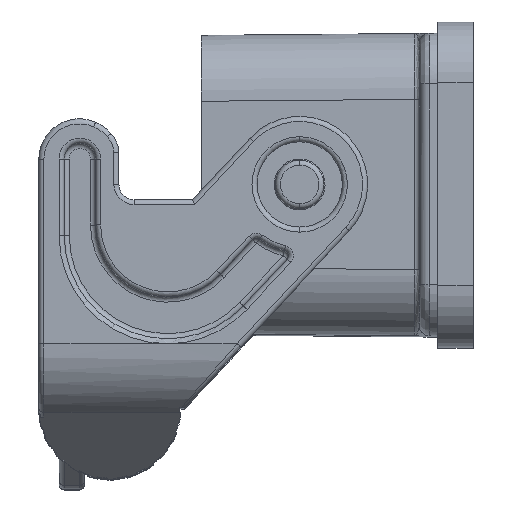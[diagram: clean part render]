
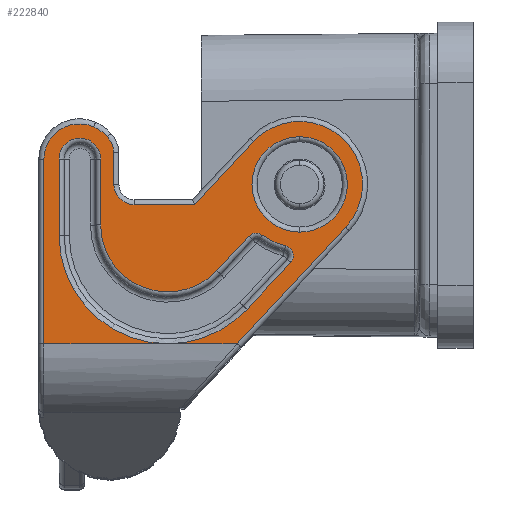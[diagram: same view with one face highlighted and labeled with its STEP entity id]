
A CAD part, top view. The second image highlights one B-rep face of the part: STEP entity #222840.
In plain terms, the highlighted face is planar.
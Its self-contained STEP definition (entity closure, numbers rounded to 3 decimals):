
#82520=CARTESIAN_POINT('',(350.063,-109.032,-74.));
#82530=VERTEX_POINT('',#82520);
#82560=CARTESIAN_POINT('',(350.063,-116.032,-74.));
#82570=DIRECTION('',(0.,-1.,0.));
#82580=VECTOR('',#82570,1.);
#82590=LINE('',#82560,#82580);
#82600=CARTESIAN_POINT('',(350.063,-121.232,-74.));
#82610=VERTEX_POINT('',#82600);
#82620=EDGE_CURVE('',#82530,#82610,#82590,.T.);
#82640=CARTESIAN_POINT('',(350.063,-128.069,-74.));
#82650=VERTEX_POINT('',#82640);
#82660=EDGE_CURVE('',#82610,#82650,#82590,.T.);
#149550=CARTESIAN_POINT('',(339.472,-129.222,-74.));
#149560=VERTEX_POINT('',#149550);
#149720=CARTESIAN_POINT('',(342.864,-126.059,-74.));
#149730=VERTEX_POINT('',#149720);
#149760=CARTESIAN_POINT('',(0.,-445.785,-74.));
#149770=DIRECTION('',(0.731,0.682,0.));
#149780=VECTOR('',#149770,1.);
#149790=LINE('',#149760,#149780);
#149800=EDGE_CURVE('',#149560,#149730,#149790,.T.);
#220720=CARTESIAN_POINT('',(339.063,-134.232,-74.));
#220730=VERTEX_POINT('',#220720);
#220820=CARTESIAN_POINT('',(329.663,-134.232,-74.));
#220830=VERTEX_POINT('',#220820);
#220860=CARTESIAN_POINT('',(334.363,-134.232,-74.));
#220870=DIRECTION('',(0.,0.,-1.));
#220880=DIRECTION('',(-1.,0.,0.));
#220890=AXIS2_PLACEMENT_3D('',#220860,#220870,#220880);
#220900=CIRCLE('',#220890,4.7);
#220910=CARTESIAN_POINT('',(335.863,-138.686,-74.));
#220920=VERTEX_POINT('',#220910);
#220930=EDGE_CURVE('',#220920,#220830,#220900,.T.);
#220950=EDGE_CURVE('',#220730,#220920,#220900,.T.);
#221070=CARTESIAN_POINT('',(339.963,-133.568,-74.));
#221080=DIRECTION('',(-0.,0.,1.));
#221090=DIRECTION('',(1.,0.,0.));
#221100=AXIS2_PLACEMENT_3D('',#221070,#221080,#221090);
#221110=PLANE('',#221100);
#221120=ORIENTED_EDGE('',*,*,#220930,.F.);
#221130=EDGE_CURVE('',#220830,#220730,#220900,.T.);
#221140=ORIENTED_EDGE('',*,*,#221130,.F.);
#221150=ORIENTED_EDGE('',*,*,#220950,.F.);
#221160=EDGE_LOOP('',(#221150,#221140,#221120));
#221170=FACE_BOUND('',#221160,.T.);
#221180=CARTESIAN_POINT('',(0.,-437.553,-74.));
#221190=DIRECTION('',(-0.731,-0.682,0.));
#221200=VECTOR('',#221190,1.);
#221210=LINE('',#221180,#221200);
#221220=CARTESIAN_POINT('',(336.363,-123.89,-74.));
#221230=VERTEX_POINT('',#221220);
#221240=CARTESIAN_POINT('',(330.135,-129.698,-74.));
#221250=VERTEX_POINT('',#221240);
#221260=EDGE_CURVE('',#221230,#221250,#221210,.T.);
#221270=ORIENTED_EDGE('',*,*,#221260,.F.);
#221280=CARTESIAN_POINT('',(334.363,-134.232,-74.));
#221290=DIRECTION('',(0.,0.,1.));
#221300=DIRECTION('',(1.,0.,0.));
#221310=AXIS2_PLACEMENT_3D('',#221280,#221290,#221300);
#221320=CIRCLE('',#221310,6.2);
#221330=CARTESIAN_POINT('',(338.591,-138.767,-74.));
#221340=VERTEX_POINT('',#221330);
#221350=EDGE_CURVE('',#221250,#221340,#221320,.T.);
#221360=ORIENTED_EDGE('',*,*,#221350,.F.);
#221370=CARTESIAN_POINT('',(0.,-454.508,-74.));
#221380=DIRECTION('',(0.731,0.682,0.));
#221390=VECTOR('',#221380,1.);
#221400=LINE('',#221370,#221390);
#221410=EDGE_CURVE('',#221340,#82650,#221400,.T.);
#221420=ORIENTED_EDGE('',*,*,#221410,.F.);
#221430=ORIENTED_EDGE('',*,*,#82660,.T.);
#221440=CARTESIAN_POINT('',(339.363,-121.232,-74.));
#221450=DIRECTION('',(0.,0.,-1.));
#221460=DIRECTION('',(-1.,0.,0.));
#221470=AXIS2_PLACEMENT_3D('',#221440,#221450,#221460);
#221480=CIRCLE('',#221470,10.7);
#221490=CARTESIAN_POINT('',(346.66,-129.058,-74.));
#221500=VERTEX_POINT('',#221490);
#221510=EDGE_CURVE('',#82610,#221500,#221480,.T.);
#221520=ORIENTED_EDGE('',*,*,#221510,.F.);
#221530=CARTESIAN_POINT('',(0.,-452.324,-74.));
#221540=DIRECTION('',(-0.731,-0.682,0.));
#221550=VECTOR('',#221540,1.);
#221560=LINE('',#221530,#221550);
#221570=CARTESIAN_POINT('',(342.061,-133.347,-74.));
#221580=VERTEX_POINT('',#221570);
#221590=EDGE_CURVE('',#221500,#221580,#221560,.T.);
#221600=ORIENTED_EDGE('',*,*,#221590,.F.);
#221610=CARTESIAN_POINT('',(341.379,-132.615,-74.));
#221620=DIRECTION('',(0.,0.,-1.));
#221630=DIRECTION('',(-1.,0.,0.));
#221640=AXIS2_PLACEMENT_3D('',#221610,#221620,#221630);
#221650=CIRCLE('',#221640,1.);
#221660=CARTESIAN_POINT('',(340.405,-132.84,-74.));
#221670=VERTEX_POINT('',#221660);
#221680=EDGE_CURVE('',#221580,#221670,#221650,.T.);
#221690=ORIENTED_EDGE('',*,*,#221680,.F.);
#221700=CARTESIAN_POINT('',(334.363,-134.232,-74.));
#221710=DIRECTION('',(0.,0.,-1.));
#221720=DIRECTION('',(-1.,0.,0.));
#221730=AXIS2_PLACEMENT_3D('',#221700,#221710,#221720);
#221740=CIRCLE('',#221730,6.2);
#221750=CARTESIAN_POINT('',(339.35,-130.548,-74.));
#221760=VERTEX_POINT('',#221750);
#221770=EDGE_CURVE('',#221760,#221670,#221740,.T.);
#221780=ORIENTED_EDGE('',*,*,#221770,.T.);
#221790=CARTESIAN_POINT('',(340.154,-129.954,-74.));
#221800=DIRECTION('',(0.,0.,-1.));
#221810=DIRECTION('',(-1.,0.,0.));
#221820=AXIS2_PLACEMENT_3D('',#221790,#221800,#221810);
#221830=CIRCLE('',#221820,1.);
#221840=EDGE_CURVE('',#221760,#149560,#221830,.T.);
#221850=ORIENTED_EDGE('',*,*,#221840,.F.);
#221860=ORIENTED_EDGE('',*,*,#149800,.F.);
#221870=CARTESIAN_POINT('',(338.363,-121.232,-74.));
#221880=DIRECTION('',(0.,0.,-1.));
#221890=DIRECTION('',(-1.,0.,0.));
#221900=AXIS2_PLACEMENT_3D('',#221870,#221880,#221890);
#221910=CIRCLE('',#221900,6.6);
#221920=CARTESIAN_POINT('',(338.363,-114.632,-74.));
#221930=VERTEX_POINT('',#221920);
#221940=EDGE_CURVE('',#221930,#149730,#221910,.T.);
#221950=ORIENTED_EDGE('',*,*,#221940,.T.);
#221960=CARTESIAN_POINT('',(0.,-114.632,-74.));
#221970=DIRECTION('',(1.,0.,0.));
#221980=VECTOR('',#221970,1.);
#221990=LINE('',#221960,#221980);
#222000=CARTESIAN_POINT('',(331.863,-114.632,-74.));
#222010=VERTEX_POINT('',#222000);
#222020=EDGE_CURVE('',#222010,#221930,#221990,.T.);
#222030=ORIENTED_EDGE('',*,*,#222020,.T.);
#222040=CARTESIAN_POINT('',(331.863,-112.582,-74.));
#222050=DIRECTION('',(0.,0.,1.));
#222060=DIRECTION('',(0.,1.,0.));
#222070=AXIS2_PLACEMENT_3D('',#222040,#222050,#222060);
#222080=CIRCLE('',#222070,2.05);
#222090=CARTESIAN_POINT('',(331.863,-110.532,-74.));
#222100=VERTEX_POINT('',#222090);
#222110=EDGE_CURVE('',#222100,#222010,#222080,.T.);
#222120=ORIENTED_EDGE('',*,*,#222110,.T.);
#222130=CARTESIAN_POINT('',(0.,-110.532,-74.));
#222140=DIRECTION('',(1.,0.,0.));
#222150=VECTOR('',#222140,1.);
#222160=LINE('',#222130,#222150);
#222170=CARTESIAN_POINT('',(339.363,-110.532,-74.));
#222180=VERTEX_POINT('',#222170);
#222190=EDGE_CURVE('',#222100,#222180,#222160,.T.);
#222200=ORIENTED_EDGE('',*,*,#222190,.F.);
#222210=EDGE_CURVE('',#222180,#82610,#221480,.T.);
#222220=ORIENTED_EDGE('',*,*,#222210,.F.);
#222230=ORIENTED_EDGE('',*,*,#82620,.T.);
#222240=CARTESIAN_POINT('',(0.,-109.032,-74.));
#222250=DIRECTION('',(-1.,0.,0.));
#222260=VECTOR('',#222250,1.);
#222270=LINE('',#222240,#222260);
#222280=CARTESIAN_POINT('',(331.905,-109.032,-74.));
#222290=VERTEX_POINT('',#222280);
#222300=EDGE_CURVE('',#82530,#222290,#222270,.T.);
#222310=ORIENTED_EDGE('',*,*,#222300,.F.);
#222320=CARTESIAN_POINT('',(331.905,-112.532,-74.));
#222330=DIRECTION('',(0.,0.,-1.));
#222340=DIRECTION('',(-1.,0.,0.));
#222350=AXIS2_PLACEMENT_3D('',#222320,#222330,#222340);
#222360=CIRCLE('',#222350,3.5);
#222370=CARTESIAN_POINT('',(328.697,-113.932,-74.));
#222380=VERTEX_POINT('',#222370);
#222390=EDGE_CURVE('',#222380,#222290,#222360,.T.);
#222400=ORIENTED_EDGE('',*,*,#222390,.T.);
#222410=CARTESIAN_POINT('',(332.363,-112.332,-74.));
#222420=DIRECTION('',(0.,0.,-1.));
#222430=DIRECTION('',(-1.,0.,0.));
#222440=AXIS2_PLACEMENT_3D('',#222410,#222420,#222430);
#222450=CIRCLE('',#222440,4.);
#222460=CARTESIAN_POINT('',(329.659,-115.28,-74.));
#222470=VERTEX_POINT('',#222460);
#222480=EDGE_CURVE('',#222470,#222380,#222450,.T.);
#222490=ORIENTED_EDGE('',*,*,#222480,.T.);
#222500=CARTESIAN_POINT('',(331.349,-113.438,-74.));
#222510=DIRECTION('',(0.,0.,-1.));
#222520=DIRECTION('',(-1.,0.,0.));
#222530=AXIS2_PLACEMENT_3D('',#222500,#222510,#222520);
#222540=CIRCLE('',#222530,2.5);
#222550=CARTESIAN_POINT('',(331.186,-115.932,-74.));
#222560=VERTEX_POINT('',#222550);
#222570=EDGE_CURVE('',#222560,#222470,#222540,.T.);
#222580=ORIENTED_EDGE('',*,*,#222570,.T.);
#222590=CARTESIAN_POINT('',(0.,-115.932,-74.));
#222600=DIRECTION('',(1.,0.,0.));
#222610=VECTOR('',#222600,1.);
#222620=LINE('',#222590,#222610);
#222630=CARTESIAN_POINT('',(334.363,-115.932,-74.));
#222640=VERTEX_POINT('',#222630);
#222650=EDGE_CURVE('',#222560,#222640,#222620,.T.);
#222660=ORIENTED_EDGE('',*,*,#222650,.F.);
#222670=CARTESIAN_POINT('',(334.363,-117.932,-74.));
#222680=DIRECTION('',(0.,0.,-1.));
#222690=DIRECTION('',(0.,-1.,0.));
#222700=AXIS2_PLACEMENT_3D('',#222670,#222680,#222690);
#222710=CIRCLE('',#222700,2.);
#222720=CARTESIAN_POINT('',(336.363,-117.932,-74.));
#222730=VERTEX_POINT('',#222720);
#222740=EDGE_CURVE('',#222640,#222730,#222710,.T.);
#222750=ORIENTED_EDGE('',*,*,#222740,.F.);
#222760=CARTESIAN_POINT('',(336.363,0.,-74.));
#222770=DIRECTION('',(0.,1.,0.));
#222780=VECTOR('',#222770,1.);
#222790=LINE('',#222760,#222780);
#222800=EDGE_CURVE('',#221230,#222730,#222790,.T.);
#222810=ORIENTED_EDGE('',*,*,#222800,.T.);
#222820=EDGE_LOOP('',(#222810,#222750,#222660,#222580,#222490,#222400,
#222310,#222230,#222220,#222200,#222120,#222030,#221950,#221860,#221850,
#221780,#221690,#221600,#221520,#221430,#221420,#221360,#221270));
#222830=FACE_OUTER_BOUND('',#222820,.T.);
#222840=ADVANCED_FACE('',(#221170,#222830),#221110,.F.);
